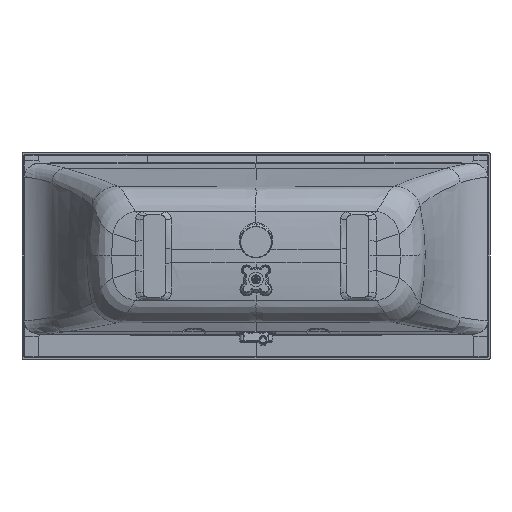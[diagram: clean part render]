
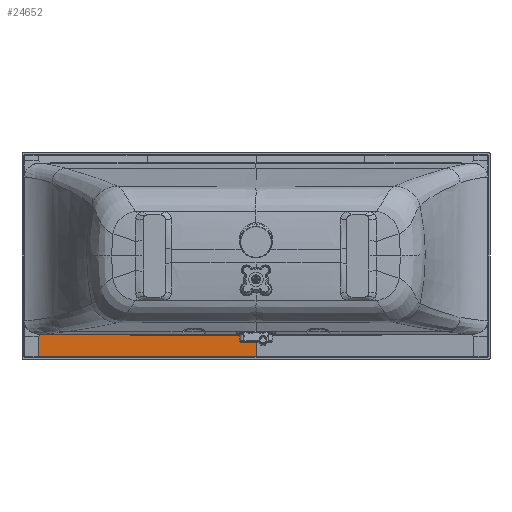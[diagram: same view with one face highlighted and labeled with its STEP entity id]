
A CAD part, front view. The second image highlights one B-rep face of the part: STEP entity #24652.
In plain terms, the highlighted free-form (B-spline) face has degree [3, 3] with [4, 4] control points.
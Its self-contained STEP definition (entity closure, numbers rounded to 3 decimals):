
#3891=DIRECTION('',(0.,0.032,-1.));
#3892=VECTOR('',#3891,77.369);
#3893=CARTESIAN_POINT('',(0.,-10.652,
-288.868));
#3894=LINE('',#3893,#3892);
#3934=DIRECTION('',(1.,0.,0.));
#3935=VECTOR('',#3934,790.72);
#3936=CARTESIAN_POINT('',(-790.72,-8.209,
-366.198));
#3937=LINE('',#3936,#3935);
#3938=DIRECTION('',(0.,-0.032,1.));
#3939=VECTOR('',#3938,73.263);
#3940=CARTESIAN_POINT('',(-790.72,-8.209,
-366.198));
#3941=LINE('',#3940,#3939);
#3942=CARTESIAN_POINT('',(-776.23,-10.754,
-285.631));
#3943=CARTESIAN_POINT('',(-776.651,-10.754,
-285.631));
#3944=CARTESIAN_POINT('',(-777.486,-10.754,
-285.627));
#3945=CARTESIAN_POINT('',(-778.711,-10.755,
-285.608));
#3946=CARTESIAN_POINT('',(-779.512,-10.755,
-285.588));
#3947=CARTESIAN_POINT('',(-779.908,-10.756,
-285.576));
#3949=CARTESIAN_POINT('',(0.,-10.652,
-288.868));
#3950=CARTESIAN_POINT('',(-24.773,-10.655,
-288.772));
#3951=CARTESIAN_POINT('',(-73.022,-10.661,
-288.576));
#3952=CARTESIAN_POINT('',(-144.669,-10.672,
-288.242));
#3953=CARTESIAN_POINT('',(-206.104,-10.682,
-287.921));
#3954=CARTESIAN_POINT('',(-259.981,-10.691,
-287.622));
#3955=CARTESIAN_POINT('',(-310.661,-10.7,
-287.332));
#3956=CARTESIAN_POINT('',(-364.973,-10.71,
-287.019));
#3957=CARTESIAN_POINT('',(-420.858,-10.72,
-286.703));
#3958=CARTESIAN_POINT('',(-470.186,-10.728,
-286.441));
#3959=CARTESIAN_POINT('',(-513.977,-10.735,
-286.226));
#3960=CARTESIAN_POINT('',(-553.046,-10.741,
-286.054));
#3961=CARTESIAN_POINT('',(-587.794,-10.745,
-285.921));
#3962=CARTESIAN_POINT('',(-618.781,-10.748,
-285.82));
#3963=CARTESIAN_POINT('',(-646.445,-10.75,
-285.747));
#3964=CARTESIAN_POINT('',(-671.21,-10.752,
-285.696));
#3965=CARTESIAN_POINT('',(-693.449,-10.753,
-285.661));
#3966=CARTESIAN_POINT('',(-713.479,-10.754,
-285.64));
#3967=CARTESIAN_POINT('',(-731.586,-10.754,
-285.63));
#3968=CARTESIAN_POINT('',(-747.99,-10.754,
-285.626));
#3969=CARTESIAN_POINT('',(-762.956,-10.754,
-285.627));
#3970=CARTESIAN_POINT('',(-771.966,-10.754,
-285.629));
#3971=CARTESIAN_POINT('',(-776.23,-10.754,
-285.631));
#3988=CARTESIAN_POINT('',(-790.72,-8.209,
-366.198));
#4117=DIRECTION('',(0.825,-0.018,0.565));
#4118=VECTOR('',#4117,13.102);
#4119=CARTESIAN_POINT('',(-790.72,-10.522,-292.972));
#4120=LINE('',#4119,#4118);
#4121=CARTESIAN_POINT('',(-790.72,-10.522,-292.972));
#15828=VERTEX_POINT('',#3988);
#15833=VERTEX_POINT('',#4121);
#15843=VERTEX_POINT('',#3942);
#15844=VERTEX_POINT('',#3947);
#15914=CARTESIAN_POINT('',(0.,-10.652,
-288.868));
#15915=CARTESIAN_POINT('',(0.,-8.209,
-366.198));
#15916=VERTEX_POINT('',#15914);
#15917=VERTEX_POINT('',#15915);
#24622=CARTESIAN_POINT('',(15.814,-10.807,
-283.963));
#24623=CARTESIAN_POINT('',(15.814,-9.924,
-311.913));
#24624=CARTESIAN_POINT('',(15.814,-9.041,
-339.862));
#24625=CARTESIAN_POINT('',(15.814,-8.158,
-367.811));
#24626=CARTESIAN_POINT('',(-258.302,-10.807,
-283.963));
#24627=CARTESIAN_POINT('',(-258.302,-9.924,
-311.913));
#24628=CARTESIAN_POINT('',(-258.302,-9.041,
-339.862));
#24629=CARTESIAN_POINT('',(-258.302,-8.158,
-367.811));
#24630=CARTESIAN_POINT('',(-532.418,-10.807,
-283.963));
#24631=CARTESIAN_POINT('',(-532.418,-9.924,
-311.913));
#24632=CARTESIAN_POINT('',(-532.418,-9.041,
-339.862));
#24633=CARTESIAN_POINT('',(-532.418,-8.158,
-367.811));
#24634=CARTESIAN_POINT('',(-806.535,-10.807,
-283.963));
#24635=CARTESIAN_POINT('',(-806.535,-9.924,
-311.913));
#24636=CARTESIAN_POINT('',(-806.535,-9.041,
-339.862));
#24637=CARTESIAN_POINT('',(-806.535,-8.158,
-367.811));
#24638=B_SPLINE_SURFACE_WITH_KNOTS('',3,3,((#24622,#24623,#24624,#24625),
(#24626,#24627,#24628,#24629),(#24630,#24631,#24632,#24633),(#24634,#24635,
#24636,#24637)),.UNSPECIFIED.,.F.,.F.,.F.,(4,4),(4,4),(-0.02,
1.02),(0.063,0.946),.UNSPECIFIED.);
#24639=ORIENTED_EDGE('',*,*,#24610,.T.);
#24641=ORIENTED_EDGE('',*,*,#24640,.F.);
#24643=ORIENTED_EDGE('',*,*,#24642,.T.);
#24645=ORIENTED_EDGE('',*,*,#24644,.T.);
#24647=ORIENTED_EDGE('',*,*,#24646,.F.);
#24649=ORIENTED_EDGE('',*,*,#24648,.F.);
#24650=EDGE_LOOP('',(#24639,#24641,#24643,#24645,#24647,#24649));
#24651=FACE_OUTER_BOUND('',#24650,.F.);
#3948=B_SPLINE_CURVE_WITH_KNOTS('',3,(#3942,#3943,#3944,#3945,#3946,#3947),
.UNSPECIFIED.,.F.,.F.,(4,1,1,4),(0.,0.333,0.667,1.),
.UNSPECIFIED.);
#3972=B_SPLINE_CURVE_WITH_KNOTS('',3,(#3949,#3950,#3951,#3952,#3953,#3954,#3955,
#3956,#3957,#3958,#3959,#3960,#3961,#3962,#3963,#3964,#3965,#3966,#3967,#3968,
#3969,#3970,#3971),.UNSPECIFIED.,.F.,.F.,(4,1,1,1,1,1,1,1,1,1,1,1,1,1,1,1,1,1,1,
1,4),(0.,0.05,0.1,0.15,0.2,0.25,0.3,0.35,0.4,0.45,0.5,
0.55,0.6,0.65,0.7,0.75,0.8,0.85,0.9,0.95,1.),.UNSPECIFIED.);
#24610=EDGE_CURVE('',#15916,#15917,#3894,.T.);
#24640=EDGE_CURVE('',#15828,#15917,#3937,.T.);
#24642=EDGE_CURVE('',#15828,#15833,#3941,.T.);
#24644=EDGE_CURVE('',#15833,#15844,#4120,.T.);
#24646=EDGE_CURVE('',#15843,#15844,#3948,.T.);
#24648=EDGE_CURVE('',#15916,#15843,#3972,.T.);
#24652=ADVANCED_FACE('',(#24651),#24638,.T.);
